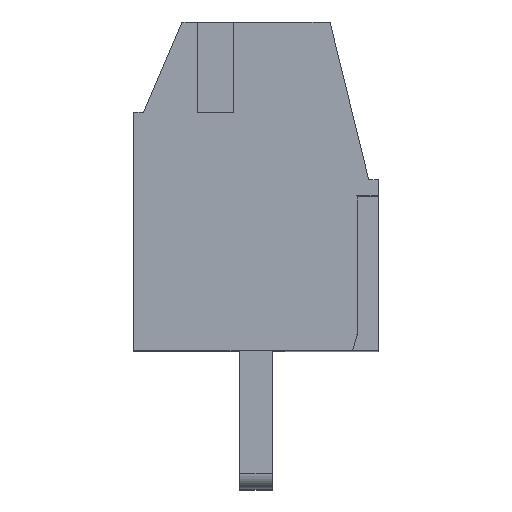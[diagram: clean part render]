
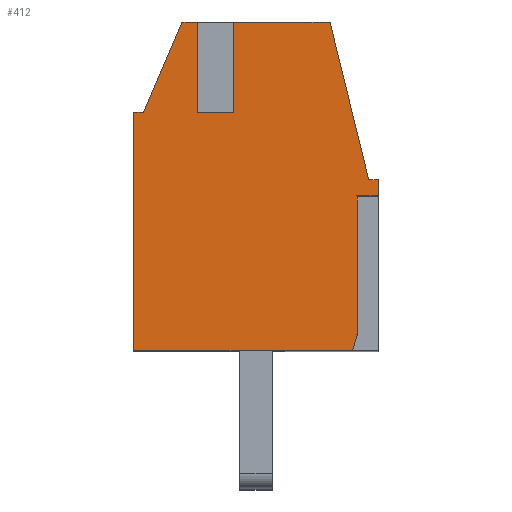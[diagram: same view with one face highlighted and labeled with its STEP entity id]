
A CAD part, top view. The second image highlights one B-rep face of the part: STEP entity #412.
In plain terms, the highlighted planar face has unit normal (0, 0, 1).
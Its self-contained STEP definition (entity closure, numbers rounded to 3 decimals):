
#412 = ADVANCED_FACE( '', ( #935 ), #936, .F. );
#935 = FACE_OUTER_BOUND( '', #1572, .T. );
#936 = PLANE( '', #1573 );
#1572 = EDGE_LOOP( '', ( #2807, #2808, #2809, #2810, #2811, #2812, #2813, #2814, #2815, #2816, #2817, #2818, #2819, #2820, #2821 ) );
#1573 = AXIS2_PLACEMENT_3D( '', #2822, #2823, #2824 );
#2807 = ORIENTED_EDGE( '', *, *, #3947, .F. );
#2808 = ORIENTED_EDGE( '', *, *, #4129, .T. );
#2809 = ORIENTED_EDGE( '', *, *, #4153, .F. );
#2810 = ORIENTED_EDGE( '', *, *, #4335, .F. );
#2811 = ORIENTED_EDGE( '', *, *, #4404, .F. );
#2812 = ORIENTED_EDGE( '', *, *, #4389, .F. );
#2813 = ORIENTED_EDGE( '', *, *, #4202, .F. );
#2814 = ORIENTED_EDGE( '', *, *, #4405, .F. );
#2815 = ORIENTED_EDGE( '', *, *, #4406, .T. );
#2816 = ORIENTED_EDGE( '', *, *, #4407, .F. );
#2817 = ORIENTED_EDGE( '', *, *, #4217, .F. );
#2818 = ORIENTED_EDGE( '', *, *, #4408, .F. );
#2819 = ORIENTED_EDGE( '', *, *, #3892, .F. );
#2820 = ORIENTED_EDGE( '', *, *, #4090, .F. );
#2821 = ORIENTED_EDGE( '', *, *, #4409, .F. );
#2822 = CARTESIAN_POINT( '', ( 0., 0., 5.08 ) );
#2823 = DIRECTION( '', ( 0., 0., -1. ) );
#2824 = DIRECTION( '', ( -1., 0., 0. ) );
#3892 = EDGE_CURVE( '', #4677, #4680, #4681, .T. );
#3947 = EDGE_CURVE( '', #4774, #4776, #4777, .T. );
#4090 = EDGE_CURVE( '', #5029, #4677, #5032, .T. );
#4129 = EDGE_CURVE( '', #4774, #5097, #5098, .T. );
#4153 = EDGE_CURVE( '', #5136, #5097, #5137, .T. );
#4202 = EDGE_CURVE( '', #5218, #5221, #5222, .T. );
#4217 = EDGE_CURVE( '', #5244, #5240, #5246, .T. );
#4335 = EDGE_CURVE( '', #5436, #5136, #5437, .T. );
#4389 = EDGE_CURVE( '', #5221, #5515, #5516, .T. );
#4404 = EDGE_CURVE( '', #5515, #5436, #5534, .T. );
#4405 = EDGE_CURVE( '', #5535, #5218, #5536, .T. );
#4406 = EDGE_CURVE( '', #5535, #5537, #5538, .T. );
#4407 = EDGE_CURVE( '', #5240, #5537, #5539, .T. );
#4408 = EDGE_CURVE( '', #4680, #5244, #5540, .T. );
#4409 = EDGE_CURVE( '', #4776, #5029, #5541, .T. );
#4677 = VERTEX_POINT( '', #5855 );
#4680 = VERTEX_POINT( '', #5859 );
#4681 = LINE( '', #5860, #5861 );
#4774 = VERTEX_POINT( '', #5992 );
#4776 = VERTEX_POINT( '', #5995 );
#4777 = LINE( '', #5996, #5997 );
#5029 = VERTEX_POINT( '', #6378 );
#5032 = LINE( '', #6382, #6383 );
#5097 = VERTEX_POINT( '', #6471 );
#5098 = LINE( '', #6472, #6473 );
#5136 = VERTEX_POINT( '', #6524 );
#5137 = LINE( '', #6525, #6526 );
#5218 = VERTEX_POINT( '', #6652 );
#5221 = VERTEX_POINT( '', #6656 );
#5222 = LINE( '', #6657, #6658 );
#5240 = VERTEX_POINT( '', #6681 );
#5244 = VERTEX_POINT( '', #6687 );
#5246 = LINE( '', #6690, #6691 );
#5436 = VERTEX_POINT( '', #6962 );
#5437 = LINE( '', #6963, #6964 );
#5515 = VERTEX_POINT( '', #7082 );
#5516 = LINE( '', #7083, #7084 );
#5534 = LINE( '', #7110, #7111 );
#5535 = VERTEX_POINT( '', #7112 );
#5536 = LINE( '', #7113, #7114 );
#5537 = VERTEX_POINT( '', #7115 );
#5538 = LINE( '', #7116, #7117 );
#5539 = LINE( '', #7118, #7119 );
#5540 = LINE( '', #7120, #7121 );
#5541 = LINE( '', #7122, #7123 );
#5855 = CARTESIAN_POINT( '', ( -0.676, 13.1, 5.08 ) );
#5859 = CARTESIAN_POINT( '', ( 0.524, 15.899, 5.08 ) );
#5860 = CARTESIAN_POINT( '', ( 0.524, 15.899, 5.08 ) );
#5861 = VECTOR( '', #7601, 1000. );
#5992 = CARTESIAN_POINT( '', ( 5.819, 5.697, 5.08 ) );
#5995 = CARTESIAN_POINT( '', ( -0.976, 5.697, 5.08 ) );
#5996 = CARTESIAN_POINT( '', ( -0.976, 5.697, 5.08 ) );
#5997 = VECTOR( '', #7656, 1000. );
#6378 = CARTESIAN_POINT( '', ( -0.976, 13.1, 5.08 ) );
#6382 = CARTESIAN_POINT( '', ( -0.676, 13.1, 5.08 ) );
#6383 = VECTOR( '', #7791, 1000. );
#6471 = CARTESIAN_POINT( '', ( 5.974, 6.197, 5.08 ) );
#6472 = CARTESIAN_POINT( '', ( 5.944, 6.099, 5.08 ) );
#6473 = VECTOR( '', #7836, 1000. );
#6524 = CARTESIAN_POINT( '', ( 5.974, 10.497, 5.08 ) );
#6525 = CARTESIAN_POINT( '', ( 5.974, 5.697, 5.08 ) );
#6526 = VECTOR( '', #7862, 1000. );
#6652 = CARTESIAN_POINT( '', ( 5.124, 15.899, 5.08 ) );
#6656 = CARTESIAN_POINT( '', ( 6.324, 10.995, 5.08 ) );
#6657 = CARTESIAN_POINT( '', ( 6.324, 10.995, 5.08 ) );
#6658 = VECTOR( '', #7908, 1000. );
#6681 = CARTESIAN_POINT( '', ( 1.32, 13.099, 5.08 ) );
#6687 = CARTESIAN_POINT( '', ( 1.32, 15.899, 5.08 ) );
#6690 = CARTESIAN_POINT( '', ( 1.32, 15.899, 5.08 ) );
#6691 = VECTOR( '', #7926, 1000. );
#6962 = CARTESIAN_POINT( '', ( 6.624, 10.497, 5.08 ) );
#6963 = CARTESIAN_POINT( '', ( 5.974, 10.497, 5.08 ) );
#6964 = VECTOR( '', #8053, 1000. );
#7082 = CARTESIAN_POINT( '', ( 6.624, 10.995, 5.08 ) );
#7083 = CARTESIAN_POINT( '', ( 6.624, 10.995, 5.08 ) );
#7084 = VECTOR( '', #8108, 1000. );
#7110 = CARTESIAN_POINT( '', ( 6.624, 5.697, 5.08 ) );
#7111 = VECTOR( '', #8120, 1000. );
#7112 = CARTESIAN_POINT( '', ( 1.82, 15.899, 5.08 ) );
#7113 = CARTESIAN_POINT( '', ( 5.124, 15.899, 5.08 ) );
#7114 = VECTOR( '', #8121, 1000. );
#7115 = CARTESIAN_POINT( '', ( 1.82, 13.099, 5.08 ) );
#7116 = CARTESIAN_POINT( '', ( 1.82, 15.899, 5.08 ) );
#7117 = VECTOR( '', #8122, 1000. );
#7118 = CARTESIAN_POINT( '', ( 1.82, 13.099, 5.08 ) );
#7119 = VECTOR( '', #8123, 1000. );
#7120 = CARTESIAN_POINT( '', ( 5.124, 15.899, 5.08 ) );
#7121 = VECTOR( '', #8124, 1000. );
#7122 = CARTESIAN_POINT( '', ( -0.976, 13.1, 5.08 ) );
#7123 = VECTOR( '', #8125, 1000. );
#7601 = DIRECTION( '', ( 0.394, 0.919, 0. ) );
#7656 = DIRECTION( '', ( -1., 0., 0. ) );
#7791 = DIRECTION( '', ( 1., 0., 0. ) );
#7836 = DIRECTION( '', ( 0.296, 0.955, 0. ) );
#7862 = DIRECTION( '', ( 0., -1., 0. ) );
#7908 = DIRECTION( '', ( 0.238, -0.971, 0. ) );
#7926 = DIRECTION( '', ( 0., -1., 0. ) );
#8053 = DIRECTION( '', ( -1., 0., 0. ) );
#8108 = DIRECTION( '', ( 1., 0., 0. ) );
#8120 = DIRECTION( '', ( 0., -1., 0. ) );
#8121 = DIRECTION( '', ( 1., 0., 0. ) );
#8122 = DIRECTION( '', ( 0., -1., 0. ) );
#8123 = DIRECTION( '', ( 1., 0., 0. ) );
#8124 = DIRECTION( '', ( 1., 0., 0. ) );
#8125 = DIRECTION( '', ( 0., 1., 0. ) );
